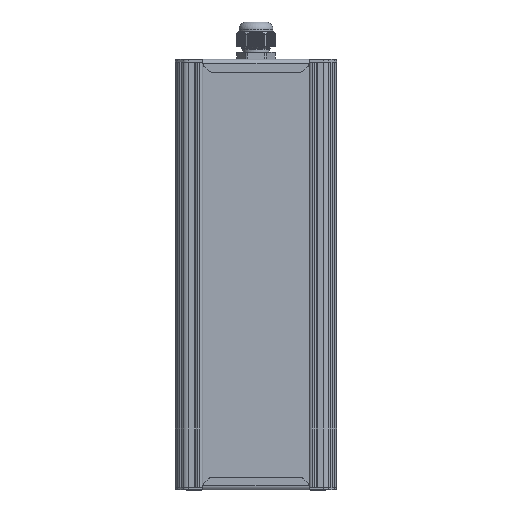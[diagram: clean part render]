
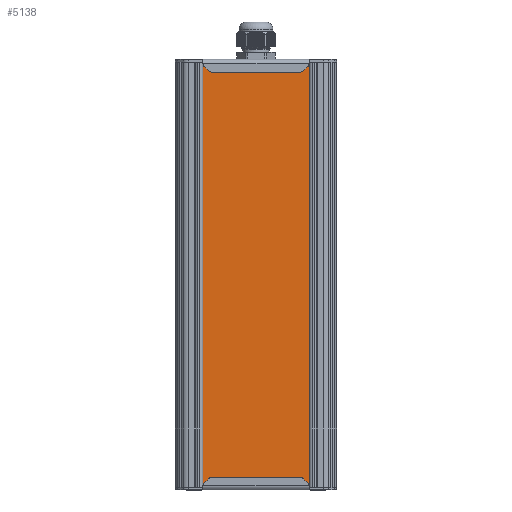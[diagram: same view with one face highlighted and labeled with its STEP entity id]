
A CAD part, front view. The second image highlights one B-rep face of the part: STEP entity #5138.
In plain terms, the highlighted face is planar.
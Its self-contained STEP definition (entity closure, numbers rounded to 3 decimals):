
#5138=ADVANCED_FACE('',(#17156),#17158,.T.);
#17156=FACE_BOUND('',#17157,.T.);
#17157=EDGE_LOOP('',(#29273,#29274,#29275,#29276));
#17158=PLANE('',#17159);
#17159=AXIS2_PLACEMENT_3D('',#17160,#17161,#17162);
#17160=CARTESIAN_POINT('',(120.465,593.492,117.308));
#17161=DIRECTION('',(0.,0.,-1.));
#17162=DIRECTION('',(0.,1.,0.));
#29273=ORIENTED_EDGE('',*,*,#36763,.T.);
#29274=ORIENTED_EDGE('',*,*,#36762,.T.);
#29275=ORIENTED_EDGE('',*,*,#36764,.F.);
#29276=ORIENTED_EDGE('',*,*,#36765,.F.);
#36762=EDGE_CURVE('',#43098,#43103,#43105,.T.);
#36763=EDGE_CURVE('',#43106,#43098,#43107,.T.);
#36764=EDGE_CURVE('',#43108,#43103,#43109,.T.);
#36765=EDGE_CURVE('',#43106,#43108,#43110,.T.);
#43098=VERTEX_POINT('',#71825);
#43103=VERTEX_POINT('',#71834);
#43105=LINE('',#71838,#71839);
#43106=VERTEX_POINT('',#71841);
#43107=LINE('',#71842,#71843);
#43108=VERTEX_POINT('',#71845);
#43109=LINE('',#71846,#71847);
#43110=LINE('',#71849,#71850);
#71825=CARTESIAN_POINT('',(120.465,679.838,117.308));
#71834=CARTESIAN_POINT('',(416.465,679.838,117.308));
#71838=CARTESIAN_POINT('',(120.465,679.838,117.308));
#71839=VECTOR('',#71840,1.);
#71840=DIRECTION('',(1.,0.,0.));
#71841=CARTESIAN_POINT('',(120.465,593.492,117.308));
#71842=CARTESIAN_POINT('',(120.465,593.492,117.308));
#71843=VECTOR('',#71844,1.);
#71844=DIRECTION('',(0.,1.,0.));
#71845=CARTESIAN_POINT('',(416.465,593.492,117.308));
#71846=CARTESIAN_POINT('',(416.465,593.492,117.308));
#71847=VECTOR('',#71848,1.);
#71848=DIRECTION('',(0.,1.,0.));
#71849=CARTESIAN_POINT('',(120.465,593.492,117.308));
#71850=VECTOR('',#71851,1.);
#71851=DIRECTION('',(1.,0.,0.));
